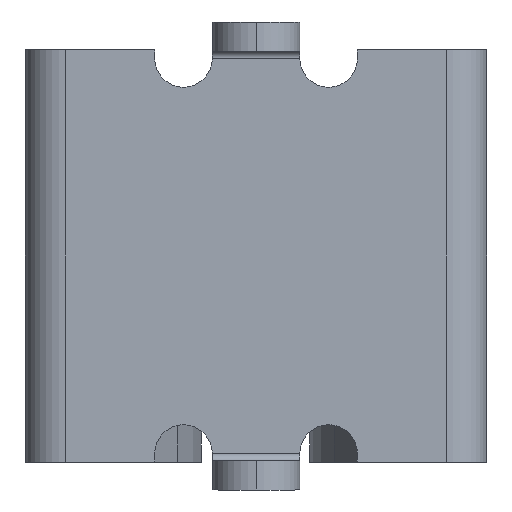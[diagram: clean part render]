
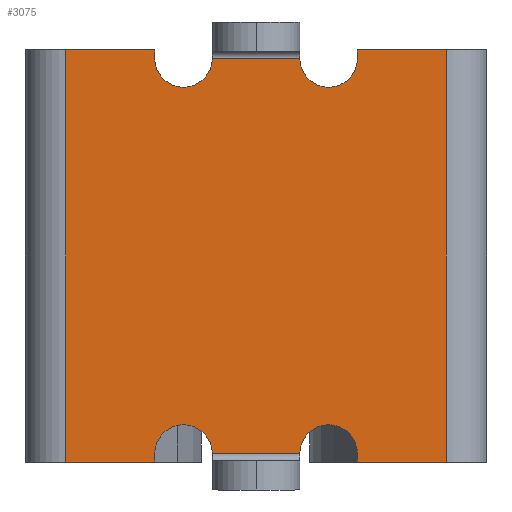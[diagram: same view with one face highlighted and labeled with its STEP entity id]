
A CAD part, front view. The second image highlights one B-rep face of the part: STEP entity #3075.
In plain terms, the highlighted planar face has unit normal (0, -1, 0).
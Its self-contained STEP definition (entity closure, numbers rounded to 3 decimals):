
#3 = DIRECTION ( 'NONE',  ( 0., 0., -1. ) ) ;
#14 = CARTESIAN_POINT ( 'NONE',  ( -1.26, 3.56, -3.43 ) ) ;
#38 = DIRECTION ( 'NONE',  ( 0., 0., -1. ) ) ;
#45 = CARTESIAN_POINT ( 'NONE',  ( 1.76, 3.56, -3.43 ) ) ;
#55 = DIRECTION ( 'NONE',  ( 1., 0., 0. ) ) ;
#61 = AXIS2_PLACEMENT_3D ( 'NONE', #2654, #2438, #2903 ) ;
#110 = CARTESIAN_POINT ( 'NONE',  ( -3.305, 3.56, 3.58 ) ) ;
#185 = ORIENTED_EDGE ( 'NONE', *, *, #209, .T. ) ;
#209 = EDGE_CURVE ( 'NONE', #1491, #826, #305, .T. ) ;
#269 = CARTESIAN_POINT ( 'NONE',  ( -1.76, 3.56, 3.43 ) ) ;
#297 = CARTESIAN_POINT ( 'NONE',  ( -3.305, 3.56, 3.58 ) ) ;
#305 = LINE ( 'NONE', #1628, #2106 ) ;
#321 = VERTEX_POINT ( 'NONE', #2721 ) ;
#324 = VECTOR ( 'NONE', #2908, 1000. ) ;
#332 = LINE ( 'NONE', #1853, #2774 ) ;
#355 = ORIENTED_EDGE ( 'NONE', *, *, #1118, .T. ) ;
#444 = ORIENTED_EDGE ( 'NONE', *, *, #3063, .T. ) ;
#500 = DIRECTION ( 'NONE',  ( 0., 0., -1. ) ) ;
#534 = DIRECTION ( 'NONE',  ( 0., 1., 0. ) ) ;
#544 = CARTESIAN_POINT ( 'NONE',  ( 0., 3.56, -3.43 ) ) ;
#566 = PLANE ( 'NONE',  #1568 ) ;
#574 = ORIENTED_EDGE ( 'NONE', *, *, #2791, .F. ) ;
#590 = VERTEX_POINT ( 'NONE', #2646 ) ;
#591 = LINE ( 'NONE', #1489, #635 ) ;
#626 = CIRCLE ( 'NONE', #2800, 0.5 ) ;
#630 = EDGE_CURVE ( 'NONE', #2641, #1220, #2876, .T. ) ;
#634 = VERTEX_POINT ( 'NONE', #110 ) ;
#635 = VECTOR ( 'NONE', #1284, 1000. ) ;
#643 = ORIENTED_EDGE ( 'NONE', *, *, #630, .F. ) ;
#669 = FACE_OUTER_BOUND ( 'NONE', #1904, .T. ) ;
#707 = LINE ( 'NONE', #2792, #884 ) ;
#734 = EDGE_CURVE ( 'NONE', #839, #2398, #2504, .T. ) ;
#767 = CARTESIAN_POINT ( 'NONE',  ( 0.76, 3.56, -3.43 ) ) ;
#826 = VERTEX_POINT ( 'NONE', #2263 ) ;
#839 = VERTEX_POINT ( 'NONE', #2011 ) ;
#884 = VECTOR ( 'NONE', #2300, 1000. ) ;
#992 = EDGE_CURVE ( 'NONE', #2593, #2641, #1798, .T. ) ;
#999 = CARTESIAN_POINT ( 'NONE',  ( -3.305, 3.56, -3.58 ) ) ;
#1003 = VECTOR ( 'NONE', #3, 1000. ) ;
#1020 = CARTESIAN_POINT ( 'NONE',  ( 3.305, 3.56, 3.58 ) ) ;
#1023 = AXIS2_PLACEMENT_3D ( 'NONE', #2296, #2509, #2284 ) ;
#1024 = DIRECTION ( 'NONE',  ( 0., 0., -1. ) ) ;
#1083 = ORIENTED_EDGE ( 'NONE', *, *, #2973, .T. ) ;
#1098 = ORIENTED_EDGE ( 'NONE', *, *, #1298, .F. ) ;
#1118 = EDGE_CURVE ( 'NONE', #634, #1692, #2400, .T. ) ;
#1134 = ORIENTED_EDGE ( 'NONE', *, *, #2105, .T. ) ;
#1150 = VECTOR ( 'NONE', #38, 1000. ) ;
#1158 = ORIENTED_EDGE ( 'NONE', *, *, #2751, .T. ) ;
#1202 = VERTEX_POINT ( 'NONE', #1020 ) ;
#1220 = VERTEX_POINT ( 'NONE', #767 ) ;
#1283 = CARTESIAN_POINT ( 'NONE',  ( -1.76, 3.56, 0. ) ) ;
#1284 = DIRECTION ( 'NONE',  ( 1., 0., 0. ) ) ;
#1298 = EDGE_CURVE ( 'NONE', #2429, #1202, #1939, .T. ) ;
#1304 = LINE ( 'NONE', #1678, #2248 ) ;
#1355 = CARTESIAN_POINT ( 'NONE',  ( 1.76, 3.56, 3.58 ) ) ;
#1429 = DIRECTION ( 'NONE',  ( 0., 0., -1. ) ) ;
#1486 = DIRECTION ( 'NONE',  ( -1., 0., 0. ) ) ;
#1489 = CARTESIAN_POINT ( 'NONE',  ( -3.305, 3.56, -3.58 ) ) ;
#1491 = VERTEX_POINT ( 'NONE', #1863 ) ;
#1506 = CARTESIAN_POINT ( 'NONE',  ( -1.76, 3.56, 3.58 ) ) ;
#1510 = DIRECTION ( 'NONE',  ( 1., 0., 0. ) ) ;
#1531 = ORIENTED_EDGE ( 'NONE', *, *, #734, .F. ) ;
#1557 = VECTOR ( 'NONE', #55, 1000. ) ;
#1568 = AXIS2_PLACEMENT_3D ( 'NONE', #1743, #534, #1486 ) ;
#1628 = CARTESIAN_POINT ( 'NONE',  ( -1.76, 3.56, 0. ) ) ;
#1629 = EDGE_CURVE ( 'NONE', #590, #1220, #1957, .T. ) ;
#1638 = VERTEX_POINT ( 'NONE', #269 ) ;
#1678 = CARTESIAN_POINT ( 'NONE',  ( 3.305, 3.56, 3.58 ) ) ;
#1687 = VECTOR ( 'NONE', #3031, 1000. ) ;
#1692 = VERTEX_POINT ( 'NONE', #999 ) ;
#1712 = EDGE_CURVE ( 'NONE', #3027, #1638, #2485, .T. ) ;
#1743 = CARTESIAN_POINT ( 'NONE',  ( -3.305, 3.56, 3.58 ) ) ;
#1798 = LINE ( 'NONE', #3019, #1687 ) ;
#1830 = CIRCLE ( 'NONE', #61, 0.5 ) ;
#1853 = CARTESIAN_POINT ( 'NONE',  ( -3.305, 3.56, 3.58 ) ) ;
#1861 = VECTOR ( 'NONE', #1510, 1000. ) ;
#1863 = CARTESIAN_POINT ( 'NONE',  ( -1.76, 3.56, -3.58 ) ) ;
#1889 = CARTESIAN_POINT ( 'NONE',  ( 3.305, 3.56, -3.58 ) ) ;
#1904 = EDGE_LOOP ( 'NONE', ( #1134, #444, #1531, #1950, #2767, #574, #355, #1158, #185, #2761, #2368, #643, #2319, #1083, #2691, #1098 ) ) ;
#1939 = LINE ( 'NONE', #2934, #1861 ) ;
#1950 = ORIENTED_EDGE ( 'NONE', *, *, #2232, .F. ) ;
#1957 = LINE ( 'NONE', #544, #1557 ) ;
#1963 = DIRECTION ( 'NONE',  ( 0., 1., 0. ) ) ;
#1964 = DIRECTION ( 'NONE',  ( 0., 0., -1. ) ) ;
#1988 = LINE ( 'NONE', #2609, #1003 ) ;
#2011 = CARTESIAN_POINT ( 'NONE',  ( -0.76, 3.56, 3.43 ) ) ;
#2105 = EDGE_CURVE ( 'NONE', #2429, #321, #1988, .T. ) ;
#2106 = VECTOR ( 'NONE', #2828, 1000. ) ;
#2111 = CARTESIAN_POINT ( 'NONE',  ( 1.76, 3.56, -3.58 ) ) ;
#2135 = CIRCLE ( 'NONE', #2182, 0.5 ) ;
#2168 = VERTEX_POINT ( 'NONE', #1889 ) ;
#2182 = AXIS2_PLACEMENT_3D ( 'NONE', #2451, #1963, #1024 ) ;
#2232 = EDGE_CURVE ( 'NONE', #1638, #839, #1830, .T. ) ;
#2248 = VECTOR ( 'NONE', #500, 1000. ) ;
#2260 = VECTOR ( 'NONE', #1964, 1000. ) ;
#2263 = CARTESIAN_POINT ( 'NONE',  ( -1.76, 3.56, -3.43 ) ) ;
#2284 = DIRECTION ( 'NONE',  ( 0., 0., -1. ) ) ;
#2296 = CARTESIAN_POINT ( 'NONE',  ( 1.26, 3.56, -3.43 ) ) ;
#2300 = DIRECTION ( 'NONE',  ( 1., 0., 0. ) ) ;
#2319 = ORIENTED_EDGE ( 'NONE', *, *, #992, .F. ) ;
#2368 = ORIENTED_EDGE ( 'NONE', *, *, #1629, .T. ) ;
#2398 = VERTEX_POINT ( 'NONE', #3003 ) ;
#2400 = LINE ( 'NONE', #297, #1150 ) ;
#2429 = VERTEX_POINT ( 'NONE', #1355 ) ;
#2431 = CARTESIAN_POINT ( 'NONE',  ( 0., 3.56, 3.43 ) ) ;
#2438 = DIRECTION ( 'NONE',  ( 0., -1., 0. ) ) ;
#2451 = CARTESIAN_POINT ( 'NONE',  ( 1.26, 3.56, 3.43 ) ) ;
#2485 = LINE ( 'NONE', #1283, #2260 ) ;
#2504 = LINE ( 'NONE', #2431, #324 ) ;
#2509 = DIRECTION ( 'NONE',  ( 0., -1., 0. ) ) ;
#2593 = VERTEX_POINT ( 'NONE', #2111 ) ;
#2609 = CARTESIAN_POINT ( 'NONE',  ( 1.76, 3.56, 0. ) ) ;
#2641 = VERTEX_POINT ( 'NONE', #45 ) ;
#2646 = CARTESIAN_POINT ( 'NONE',  ( -0.76, 3.56, -3.43 ) ) ;
#2654 = CARTESIAN_POINT ( 'NONE',  ( -1.26, 3.56, 3.43 ) ) ;
#2691 = ORIENTED_EDGE ( 'NONE', *, *, #2864, .F. ) ;
#2721 = CARTESIAN_POINT ( 'NONE',  ( 1.76, 3.56, 3.43 ) ) ;
#2751 = EDGE_CURVE ( 'NONE', #1692, #1491, #707, .T. ) ;
#2761 = ORIENTED_EDGE ( 'NONE', *, *, #2868, .T. ) ;
#2767 = ORIENTED_EDGE ( 'NONE', *, *, #1712, .F. ) ;
#2774 = VECTOR ( 'NONE', #2802, 1000. ) ;
#2791 = EDGE_CURVE ( 'NONE', #634, #3027, #332, .T. ) ;
#2792 = CARTESIAN_POINT ( 'NONE',  ( -3.305, 3.56, -3.58 ) ) ;
#2800 = AXIS2_PLACEMENT_3D ( 'NONE', #14, #2861, #1429 ) ;
#2802 = DIRECTION ( 'NONE',  ( 1., 0., 0. ) ) ;
#2828 = DIRECTION ( 'NONE',  ( 0., 0., 1. ) ) ;
#2861 = DIRECTION ( 'NONE',  ( 0., 1., 0. ) ) ;
#2864 = EDGE_CURVE ( 'NONE', #1202, #2168, #1304, .T. ) ;
#2868 = EDGE_CURVE ( 'NONE', #826, #590, #626, .T. ) ;
#2876 = CIRCLE ( 'NONE', #1023, 0.5 ) ;
#2903 = DIRECTION ( 'NONE',  ( 0., 0., -1. ) ) ;
#2908 = DIRECTION ( 'NONE',  ( 1., 0., 0. ) ) ;
#2934 = CARTESIAN_POINT ( 'NONE',  ( -3.305, 3.56, 3.58 ) ) ;
#2973 = EDGE_CURVE ( 'NONE', #2593, #2168, #591, .T. ) ;
#3003 = CARTESIAN_POINT ( 'NONE',  ( 0.76, 3.56, 3.43 ) ) ;
#3019 = CARTESIAN_POINT ( 'NONE',  ( 1.76, 3.56, 0. ) ) ;
#3027 = VERTEX_POINT ( 'NONE', #1506 ) ;
#3031 = DIRECTION ( 'NONE',  ( 0., 0., 1. ) ) ;
#3063 = EDGE_CURVE ( 'NONE', #321, #2398, #2135, .T. ) ;
#3075 = ADVANCED_FACE ( 'NONE', ( #669 ), #566, .F. ) ;
